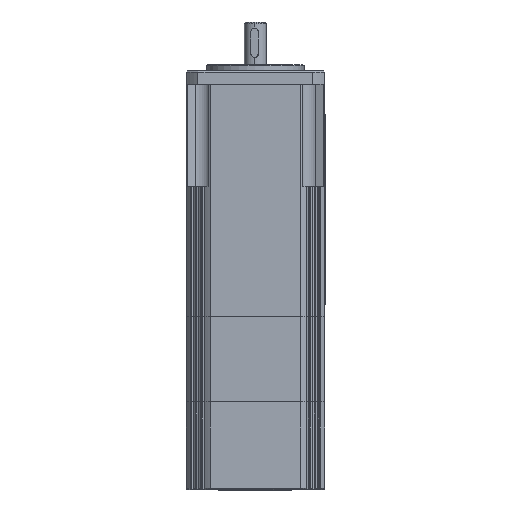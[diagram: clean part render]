
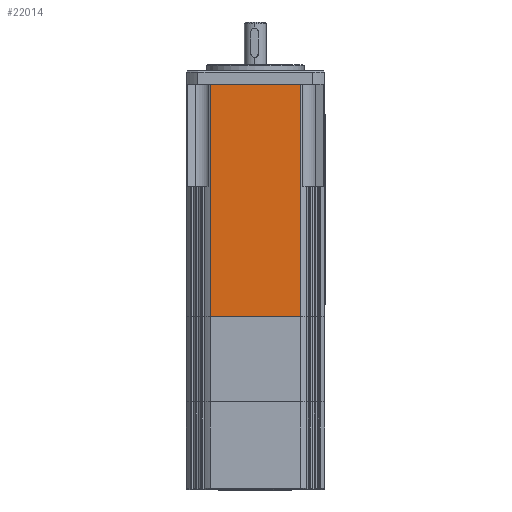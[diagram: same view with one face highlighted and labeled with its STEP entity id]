
A CAD part, front view. The second image highlights one B-rep face of the part: STEP entity #22014.
In plain terms, the highlighted planar face has unit normal (0, -1, 0).
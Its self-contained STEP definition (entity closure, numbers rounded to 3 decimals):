
#21940=CARTESIAN_POINT('',(-18.54,-28.5,0.0));
#21941=VERTEX_POINT('',#21940);
#21949=CARTESIAN_POINT('',(-18.54,-28.5,95.5));
#21950=VERTEX_POINT('',#21949);
#21951=CARTESIAN_POINT('',(-18.54,-28.5,0.0));
#21952=DIRECTION('',(0.0,0.0,1.0));
#21953=VECTOR('',#21952,95.5);
#21954=LINE('',#21951,#21953);
#21955=EDGE_CURVE('',#21941,#21950,#21954,.T.);
#21984=CARTESIAN_POINT('',(0.,-28.5,0.0));
#21985=DIRECTION('',(0.0,-1.0,0.0));
#21986=DIRECTION('',(0.0,0.0,-1.0));
#21987=AXIS2_PLACEMENT_3D('',#21984,#21985,#21986);
#21988=PLANE('',#21987);
#21989=CARTESIAN_POINT('',(18.54,-28.5,95.5));
#21990=VERTEX_POINT('',#21989);
#21991=CARTESIAN_POINT('',(18.54,-28.5,95.5));
#21992=DIRECTION('',(-1.0,0.0,0.0));
#21993=VECTOR('',#21992,37.081);
#21994=LINE('',#21991,#21993);
#21995=EDGE_CURVE('',#21990,#21950,#21994,.T.);
#21996=ORIENTED_EDGE('',*,*,#21995,.T.);
#21997=ORIENTED_EDGE('',*,*,#21955,.F.);
#21998=CARTESIAN_POINT('',(18.54,-28.5,0.0));
#21999=VERTEX_POINT('',#21998);
#22000=CARTESIAN_POINT('',(18.54,-28.5,0.0));
#22001=DIRECTION('',(-1.0,0.0,0.0));
#22002=VECTOR('',#22001,37.081);
#22003=LINE('',#22000,#22002);
#22004=EDGE_CURVE('',#21999,#21941,#22003,.T.);
#22005=ORIENTED_EDGE('',*,*,#22004,.F.);
#22006=CARTESIAN_POINT('',(18.54,-28.5,0.0));
#22007=DIRECTION('',(0.0,0.0,1.0));
#22008=VECTOR('',#22007,95.5);
#22009=LINE('',#22006,#22008);
#22010=EDGE_CURVE('',#21999,#21990,#22009,.T.);
#22011=ORIENTED_EDGE('',*,*,#22010,.T.);
#22012=EDGE_LOOP('',(#21996,#21997,#22005,#22011));
#22013=FACE_OUTER_BOUND('',#22012,.T.);
#22014=ADVANCED_FACE('',(#22013),#21988,.T.);
